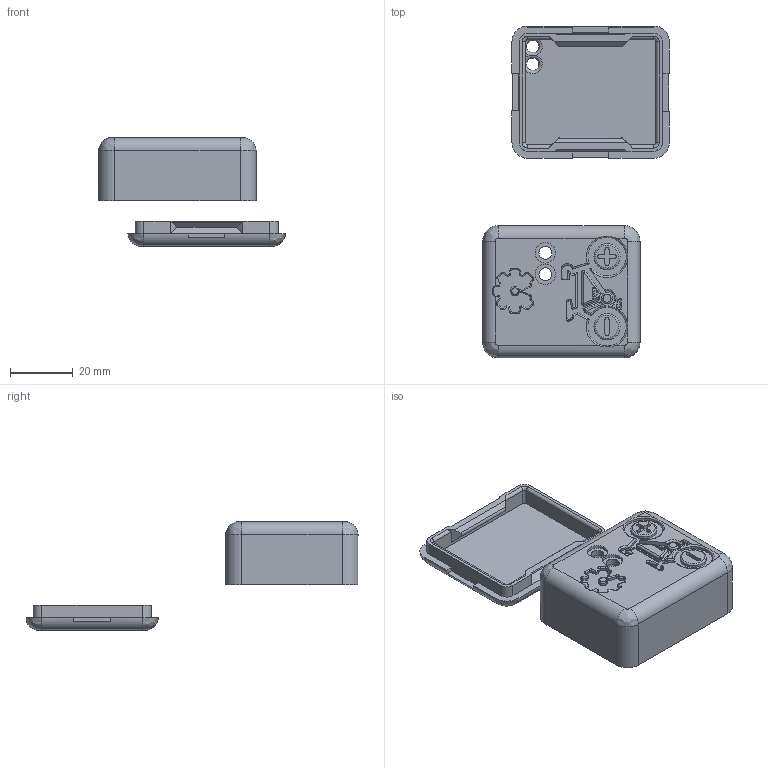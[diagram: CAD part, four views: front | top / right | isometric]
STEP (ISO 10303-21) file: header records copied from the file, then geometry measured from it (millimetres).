
FILE_DESCRIPTION(/* description */ (''),/* implementation_level */ '2;1');
FILE_NAME(/* name */ 'TSDZ2 remote box - garmin mount v47.step',/* time_stamp */ '2021-06-05T09:29:02-04:00',/* author */ (''),/* organization */ (''),/* preprocessor_version */ 'ST-DEVELOPER v18.1',/* originating_system */ 'Autodesk Translation Framework v10.9.0.1377',/* authorisation */ '');
FILE_SCHEMA (('AUTOMOTIVE_DESIGN { 1 0 10303 214 3 1 1 }'));
Length unit declared in the file: millimetre
Products named in the file (4): TSDZ2 remote box - garmin mount; LED Box Enclosure; LED Box Case; LED Box Top Cover
Assembly tree (3 placements, depth 3):
  TSDZ2 remote box - garmin mount
    LED Box Enclosure
      LED Box Case
      LED Box Top Cover
Bounding box: 59.31 x 105.46 x 34.45 mm (x, y, z)
Volume: 18460.2 mm3; surface area: 17472.9 mm2
Topology: 2 solids, 2 shells, 457 faces, 1191 edges, 745 vertices
Faces by surface type: plane 211, cylinder 150, bspline 63, torus 30, sphere 3
Full cylindrical faces by diameter (mm): 3.555 x1, 4.1 x2, 6.5 x2, 8.296 x2
Entity records: 16849 total; most frequent: CARTESIAN_POINT 5795, ORIENTED_EDGE 2376, DIRECTION 2166, EDGE_CURVE 1188, VERTEX_POINT 745, AXIS2_PLACEMENT_3D 732, LINE 702, VECTOR 702
